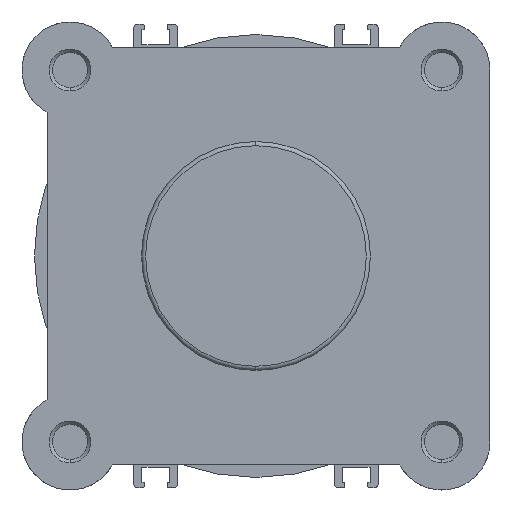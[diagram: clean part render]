
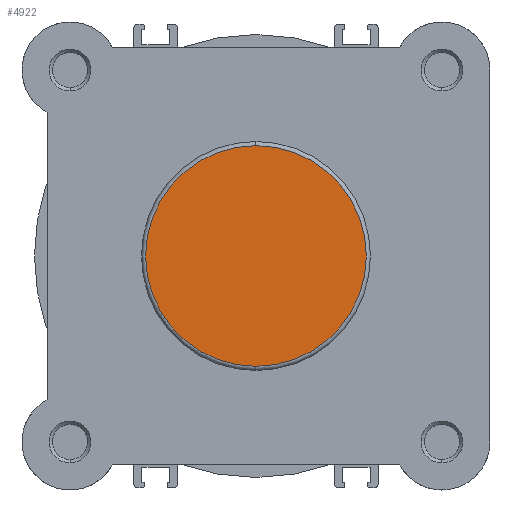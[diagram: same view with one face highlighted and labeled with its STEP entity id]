
A CAD part, left-side view. The second image highlights one B-rep face of the part: STEP entity #4922.
In plain terms, the highlighted planar face has unit normal (-1, 0, 0).
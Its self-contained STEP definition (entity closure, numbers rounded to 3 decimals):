
#464 = EDGE_LOOP ( 'NONE', ( #6713, #6851 ) ) ;
#2631 = CARTESIAN_POINT ( 'NONE',  ( 0., 0., -26.4 ) ) ;
#2686 = CARTESIAN_POINT ( 'NONE',  ( 0., 0., 26.4 ) ) ;
#2774 = PLANE ( 'NONE',  #3764 ) ;
#2777 = CARTESIAN_POINT ( 'NONE',  ( 0., 27.4, 0. ) ) ;
#2783 = DIRECTION ( 'NONE',  ( 1., 0., 0. ) ) ;
#2784 = DIRECTION ( 'NONE',  ( 0., 0., -1. ) ) ;
#3006 = EDGE_CURVE ( 'NONE', #4077, #4022, #5493, .T. ) ;
#3141 = EDGE_CURVE ( 'NONE', #4022, #4077, #5701, .T. ) ;
#3561 = AXIS2_PLACEMENT_3D ( 'NONE', #4417, #4420, #4421 ) ;
#3621 = AXIS2_PLACEMENT_3D ( 'NONE', #4744, #4751, #4752 ) ;
#3764 = AXIS2_PLACEMENT_3D ( 'NONE', #2777, #2783, #2784 ) ;
#4022 = VERTEX_POINT ( 'NONE', #2631 ) ;
#4077 = VERTEX_POINT ( 'NONE', #2686 ) ;
#4417 = CARTESIAN_POINT ( 'NONE',  ( 0., 0., 0. ) ) ;
#4420 = DIRECTION ( 'NONE',  ( -1., 0., 0. ) ) ;
#4421 = DIRECTION ( 'NONE',  ( 0., 0., -1. ) ) ;
#4744 = CARTESIAN_POINT ( 'NONE',  ( 0., 0., 0. ) ) ;
#4751 = DIRECTION ( 'NONE',  ( -1., 0., 0. ) ) ;
#4752 = DIRECTION ( 'NONE',  ( 0., 0., -1. ) ) ;
#4922 = ADVANCED_FACE ( 'NONE', ( #6255 ), #2774, .F. ) ;
#5493 = CIRCLE ( 'NONE', #3561, 26.4 ) ;
#5701 = CIRCLE ( 'NONE', #3621, 26.4 ) ;
#6255 = FACE_OUTER_BOUND ( 'NONE', #464, .T. ) ;
#6713 = ORIENTED_EDGE ( 'NONE', *, *, #3141, .T. ) ;
#6851 = ORIENTED_EDGE ( 'NONE', *, *, #3006, .T. ) ;
